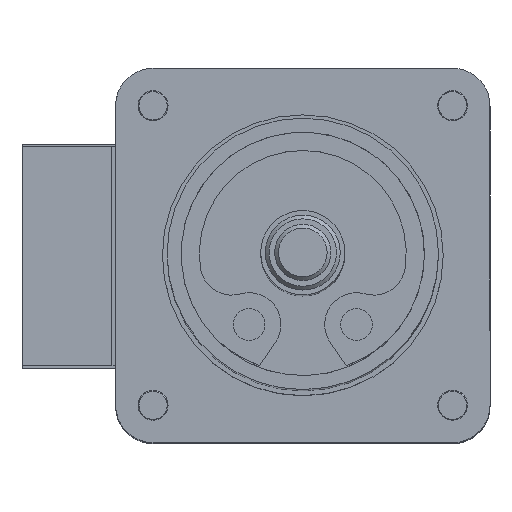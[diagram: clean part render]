
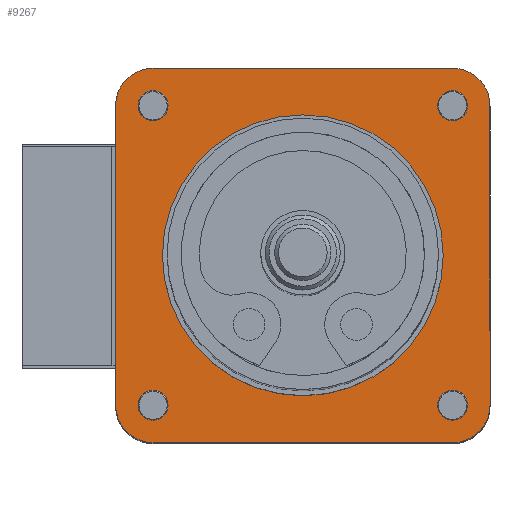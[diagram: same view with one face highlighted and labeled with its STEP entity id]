
A CAD part, top view. The second image highlights one B-rep face of the part: STEP entity #9267.
In plain terms, the highlighted planar face has unit normal (0, 0, 1).
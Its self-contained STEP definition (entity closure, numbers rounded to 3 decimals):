
#8869=CARTESIAN_POINT('',(8.8,-8.,15.65));
#8870=VERTEX_POINT('',#8869);
#8871=CARTESIAN_POINT('',(8.,-8.,15.65));
#8872=DIRECTION('',(0.0,0.0,-1.0));
#8873=DIRECTION('',(1.0,0.0,0.0));
#8874=AXIS2_PLACEMENT_3D('',#8871,#8872,#8873);
#8875=CIRCLE('',#8874,0.8);
#8876=EDGE_CURVE('',#8870,#8870,#8875,.T.);
#8889=CARTESIAN_POINT('',(-7.2,8.,15.65));
#8890=VERTEX_POINT('',#8889);
#8891=CARTESIAN_POINT('',(-8.,8.,15.65));
#8892=DIRECTION('',(0.0,0.0,-1.0));
#8893=DIRECTION('',(1.0,0.0,0.0));
#8894=AXIS2_PLACEMENT_3D('',#8891,#8892,#8893);
#8895=CIRCLE('',#8894,0.8);
#8896=EDGE_CURVE('',#8890,#8890,#8895,.T.);
#8909=CARTESIAN_POINT('',(8.8,8.,15.65));
#8910=VERTEX_POINT('',#8909);
#8911=CARTESIAN_POINT('',(8.,8.,15.65));
#8912=DIRECTION('',(0.0,0.0,-1.0));
#8913=DIRECTION('',(1.0,0.0,0.0));
#8914=AXIS2_PLACEMENT_3D('',#8911,#8912,#8913);
#8915=CIRCLE('',#8914,0.8);
#8916=EDGE_CURVE('',#8910,#8910,#8915,.T.);
#8929=CARTESIAN_POINT('',(-7.2,-8.,15.65));
#8930=VERTEX_POINT('',#8929);
#8931=CARTESIAN_POINT('',(-8.,-8.,15.65));
#8932=DIRECTION('',(0.0,0.0,-1.0));
#8933=DIRECTION('',(1.0,0.0,0.0));
#8934=AXIS2_PLACEMENT_3D('',#8931,#8932,#8933);
#8935=CIRCLE('',#8934,0.8);
#8936=EDGE_CURVE('',#8930,#8930,#8935,.T.);
#8946=CARTESIAN_POINT('',(-10.,8.,15.65));
#8947=VERTEX_POINT('',#8946);
#8948=CARTESIAN_POINT('',(-8.,10.0,15.65));
#8949=VERTEX_POINT('',#8948);
#8950=CARTESIAN_POINT('',(-8.,8.,15.65));
#8951=DIRECTION('',(0.0,0.0,-1.0));
#8952=DIRECTION('',(-0.707,0.707,0.0));
#8953=AXIS2_PLACEMENT_3D('',#8950,#8951,#8952);
#8954=CIRCLE('',#8953,2.0);
#8955=EDGE_CURVE('',#8947,#8949,#8954,.T.);
#8997=CARTESIAN_POINT('',(-10.0,-8.,15.65));
#8998=VERTEX_POINT('',#8997);
#9005=CARTESIAN_POINT('',(-10.,8.,15.65));
#9006=DIRECTION('',(0.0,-1.0,0.0));
#9007=VECTOR('',#9006,16.);
#9008=LINE('',#9005,#9007);
#9009=EDGE_CURVE('',#8947,#8998,#9008,.T.);
#9019=CARTESIAN_POINT('',(8.,10.0,15.65));
#9020=VERTEX_POINT('',#9019);
#9021=CARTESIAN_POINT('',(10.,8.,15.65));
#9022=VERTEX_POINT('',#9021);
#9023=CARTESIAN_POINT('',(8.,8.,15.65));
#9024=DIRECTION('',(0.0,0.0,-1.0));
#9025=DIRECTION('',(0.707,0.707,0.0));
#9026=AXIS2_PLACEMENT_3D('',#9023,#9024,#9025);
#9027=CIRCLE('',#9026,2.0);
#9028=EDGE_CURVE('',#9020,#9022,#9027,.T.);
#9062=CARTESIAN_POINT('',(10.,-8.,15.65));
#9063=VERTEX_POINT('',#9062);
#9064=CARTESIAN_POINT('',(10.,-8.0,15.65));
#9065=DIRECTION('',(0.0,1.0,0.0));
#9066=VECTOR('',#9065,16.0);
#9067=LINE('',#9064,#9066);
#9068=EDGE_CURVE('',#9063,#9022,#9067,.T.);
#9092=CARTESIAN_POINT('',(8.,-10.,15.65));
#9093=VERTEX_POINT('',#9092);
#9094=CARTESIAN_POINT('',(8.,-8.,15.65));
#9095=DIRECTION('',(0.0,0.0,-1.0));
#9096=DIRECTION('',(0.707,-0.707,0.0));
#9097=AXIS2_PLACEMENT_3D('',#9094,#9095,#9096);
#9098=CIRCLE('',#9097,2.0);
#9099=EDGE_CURVE('',#9063,#9093,#9098,.T.);
#9125=CARTESIAN_POINT('',(-8.,-10.0,15.65));
#9126=VERTEX_POINT('',#9125);
#9127=CARTESIAN_POINT('',(-8.,-8.,15.65));
#9128=DIRECTION('',(0.0,0.0,-1.0));
#9129=DIRECTION('',(-0.707,-0.707,0.0));
#9130=AXIS2_PLACEMENT_3D('',#9127,#9128,#9129);
#9131=CIRCLE('',#9130,2.0);
#9132=EDGE_CURVE('',#9126,#8998,#9131,.T.);
#9169=CARTESIAN_POINT('',(7.5,0.,15.65));
#9170=VERTEX_POINT('',#9169);
#9171=CARTESIAN_POINT('',(0.,0.,15.65));
#9172=DIRECTION('',(0.0,0.0,-1.0));
#9173=DIRECTION('',(-1.0,0.0,0.0));
#9174=AXIS2_PLACEMENT_3D('',#9171,#9172,#9173);
#9175=CIRCLE('',#9174,7.5);
#9176=EDGE_CURVE('',#9170,#9170,#9175,.T.);
#9199=CARTESIAN_POINT('',(-8.,-10.0,15.65));
#9200=DIRECTION('',(1.0,0.0,0.0));
#9201=VECTOR('',#9200,16.0);
#9202=LINE('',#9199,#9201);
#9203=EDGE_CURVE('',#9126,#9093,#9202,.T.);
#9221=CARTESIAN_POINT('',(8.,10.0,15.65));
#9222=DIRECTION('',(-1.0,0.0,0.0));
#9223=VECTOR('',#9222,16.0);
#9224=LINE('',#9221,#9223);
#9225=EDGE_CURVE('',#9020,#8949,#9224,.T.);
#9237=CARTESIAN_POINT('',(0.,0.,15.65));
#9238=DIRECTION('',(0.0,0.0,1.0));
#9239=DIRECTION('',(1.0,0.0,0.0));
#9240=AXIS2_PLACEMENT_3D('',#9237,#9238,#9239);
#9241=PLANE('',#9240);
#9242=ORIENTED_EDGE('',*,*,#8955,.F.);
#9243=ORIENTED_EDGE('',*,*,#9009,.T.);
#9244=ORIENTED_EDGE('',*,*,#9132,.F.);
#9245=ORIENTED_EDGE('',*,*,#9203,.T.);
#9246=ORIENTED_EDGE('',*,*,#9099,.F.);
#9247=ORIENTED_EDGE('',*,*,#9068,.T.);
#9248=ORIENTED_EDGE('',*,*,#9028,.F.);
#9249=ORIENTED_EDGE('',*,*,#9225,.T.);
#9250=EDGE_LOOP('',(#9242,#9243,#9244,#9245,#9246,#9247,#9248,#9249));
#9251=FACE_OUTER_BOUND('',#9250,.T.);
#9252=ORIENTED_EDGE('',*,*,#8876,.T.);
#9253=EDGE_LOOP('',(#9252));
#9254=FACE_BOUND('',#9253,.T.);
#9255=ORIENTED_EDGE('',*,*,#8896,.T.);
#9256=EDGE_LOOP('',(#9255));
#9257=FACE_BOUND('',#9256,.T.);
#9258=ORIENTED_EDGE('',*,*,#8916,.T.);
#9259=EDGE_LOOP('',(#9258));
#9260=FACE_BOUND('',#9259,.T.);
#9261=ORIENTED_EDGE('',*,*,#8936,.T.);
#9262=EDGE_LOOP('',(#9261));
#9263=FACE_BOUND('',#9262,.T.);
#9264=ORIENTED_EDGE('',*,*,#9176,.T.);
#9265=EDGE_LOOP('',(#9264));
#9266=FACE_BOUND('',#9265,.T.);
#9267=ADVANCED_FACE('',(#9251,#9254,#9257,#9260,#9263,#9266),#9241,.T.);
